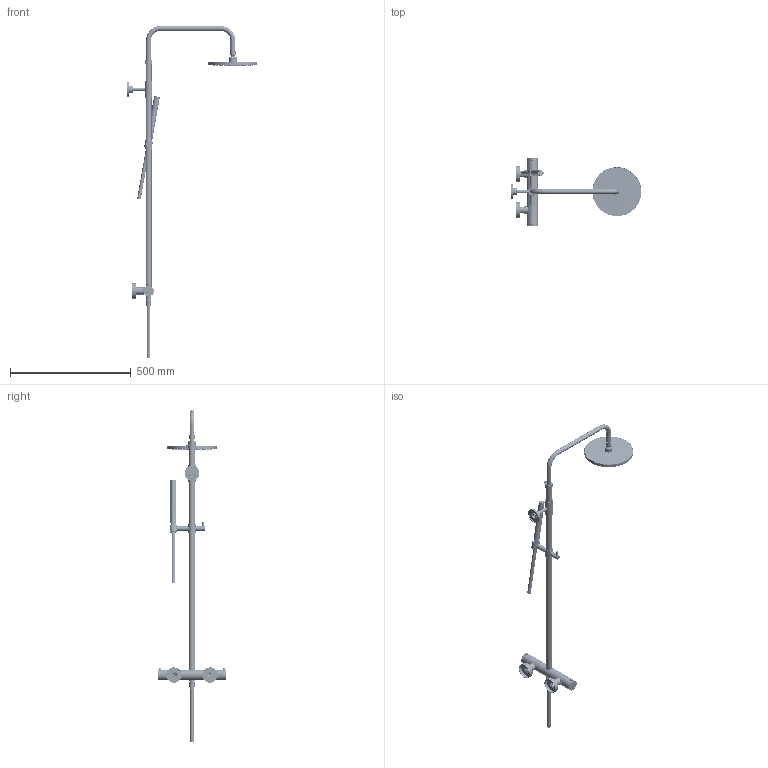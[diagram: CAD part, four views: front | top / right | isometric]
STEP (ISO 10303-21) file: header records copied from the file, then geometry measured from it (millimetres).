
FILE_DESCRIPTION(/* description */ ('Unknown'),/* implementation_level */ '2;1');
FILE_NAME(/* name */ 'SDS33-00',/* time_stamp */ '2026-03-03T12:36:54+01:00',/* author */ ('Unknown'),/* organization */ ('Unknown'),/* preprocessor_version */ 'ST-DEVELOPER v20',/* originating_system */ 'Solid Edge',/* authorisation */ 'Unknown');
FILE_SCHEMA (('AUTOMOTIVE_DESIGN {1 0 10303 214 3 1 1}'));
Length unit declared in the file: millimetre
Products named in the file (71): SDS33-00; AR015-00; AR354-00_oa_0; AR354-001_oa_1; AR354-01; A064038_12900ZZ; AR354-02; CL-00; SDS30-01; SDS30-002; CL-09; C-15; GR-M4x8; SDS30-001; SDS30-02par; SDS30-04; SDS30-03; AR517-08; AR095-04; SDS30-18; SC-00 R2; SDS30-14; SDS30-13; SDS30-10; AR2002-08; SDS30-22; SDS30-15; SDS30-16; SDS30-003; SDS30-11; SDS30-12; SDS30-17; AR016-00_oa_2; AR088-10; AR088-11; AR088-02; AR088-12; AR088-005_oa_3; C023032_22300DL; C037011_22300ZZ ...
Assembly tree (84 placements, depth 4):
  SDS33-00
    AR015-00  x2
    AR354-00_oa_0
      AR354-001_oa_1
        AR354-01
        A064038_12900ZZ
        AR354-02
    CL-00
      SDS30-01
      SDS30-002
        CL-09
        C-15
        GR-M4x8
      SDS30-001
        SDS30-02par
        SDS30-04
        SDS30-03
      AR517-08  x4
      AR095-04
      SDS30-18
    SC-00 R2
      SDS30-14
      SDS30-13
      SDS30-10
      AR2002-08
      SDS30-22
      SDS30-15
      SDS30-16
      SDS30-003
        SDS30-11
        SDS30-12
      SDS30-17
    AR016-00_oa_2
      AR088-10  x2
      AR088-11  x2
      AR088-02
      AR088-12  x2
      AR088-005_oa_3
        C023032_22300DL
        C037011_22300ZZ
        A047089_22900ZZ
      AR016-003_oa_4
        C023032_22300H2 man dev
        C037011_22300ZZ
        A047089_22900ZZ
      AR016-006_oa_5
        AR016-01
    AR100-00
      AR100-02
      M100-001
        23090
        M100-06
        210202-4x6  x4
      AR100-03
      AR100-04
      AR100-05
      M100-003
      M100-002
        M100-07
        M100-08
Bounding box: 542.69 x 281.39 x 1376.79 mm (x, y, z)
Volume: 1048590.2 mm3; surface area: 860766.4 mm2
Topology: 71 solids, 71 shells, 3347 faces, 8415 edges, 5645 vertices
Faces by surface type: plane 949, cylinder 854, torus 564, cone 486, bspline 483, sphere 11
Full cylindrical faces by diameter (mm): 0.417 x30, 0.62 x9, 1 x126, 2 x1, 2.5 x5, 3 x1, 3.2 x40, 3.242 x6, 3.3 x20, 4 x9, 4.1 x2, 4.134 x1, 4.3 x2, 4.5 x127, 4.8 x8, 4.917 x5, 5 x1, 5.5 x2, 6 x10, 6.2 x11, 6.4 x2, 6.5 x1, 7 x5, 7.8 x2, 7.9 x1, 8 x16, 8.2 x2, 8.376 x1, 8.5 x2, 8.8 x1
Entity records: 126824 total; most frequent: CARTESIAN_POINT 56832, DIRECTION 11891, ORIENTED_EDGE 10492, FACE_BOUND 5973, EDGE_LOOP 5950, AXIS2_PLACEMENT_3D 5413, EDGE_CURVE 5246, VERTEX_POINT 4279
